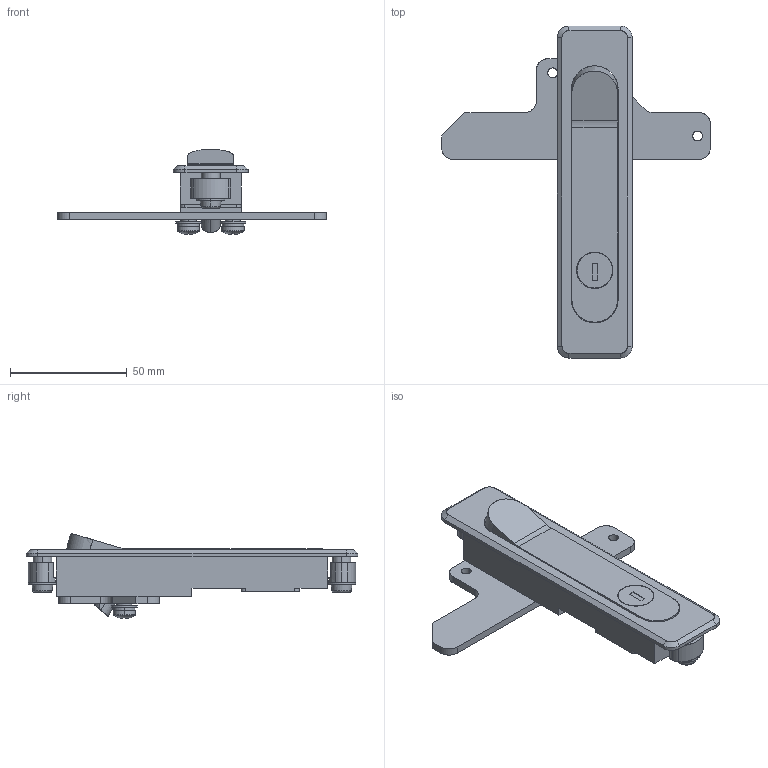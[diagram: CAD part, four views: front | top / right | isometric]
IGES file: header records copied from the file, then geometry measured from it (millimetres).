
Start section: SolidWorks IGES file using analytic representation for surfaces
Global section: file name: A-250-A-1-1.IGS,15; native system: HSolidWorks 2011; preprocessor: SolidWorks 2011; author: nhaneda; date: 110413.140429; units: millimetre
Bounding box: 115 x 142 x 36.47 mm (x, y, z)
Surface area: 37519.7 mm2 (no closed solid volume)
Topology: 0 solids, 0 shells, 332 faces, 4696 edges, 4692 vertices
Faces by surface type: bspline 185, revolution 147
